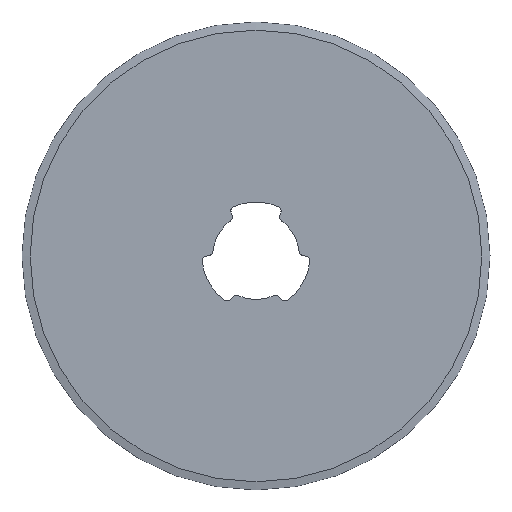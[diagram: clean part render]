
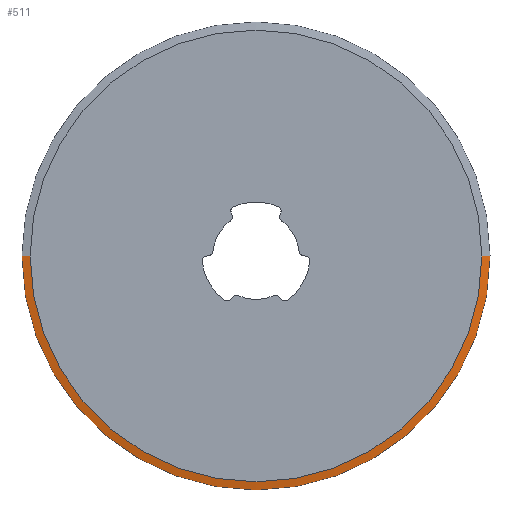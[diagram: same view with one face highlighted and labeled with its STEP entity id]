
A CAD part, top view. The second image highlights one B-rep face of the part: STEP entity #511.
In plain terms, the highlighted conical face has half-angle 79 degrees and reference radius 22.5 mm.
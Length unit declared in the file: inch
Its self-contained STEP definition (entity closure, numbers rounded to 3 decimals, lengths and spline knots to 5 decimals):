
#7 = DIRECTION ( 'NONE',  ( 1., 0., 0. ) ) ;
#15 = FACE_OUTER_BOUND ( 'NONE', #1099, .T. ) ;
#74 = CARTESIAN_POINT ( 'NONE',  ( 0.88583, 0., -0.006 ) ) ;
#175 = VECTOR ( 'NONE', #1120, 39.37008 ) ;
#219 = AXIS2_PLACEMENT_3D ( 'NONE', #406, #1182, #314 ) ;
#237 = DIRECTION ( 'NONE',  ( 0., 0., 1. ) ) ;
#314 = DIRECTION ( 'NONE',  ( -1., 0., 0. ) ) ;
#365 = ORIENTED_EDGE ( 'NONE', *, *, #1227, .F. ) ;
#405 = EDGE_CURVE ( 'NONE', #1037, #1246, #1109, .T. ) ;
#406 = CARTESIAN_POINT ( 'NONE',  ( 0., 0., -0.006 ) ) ;
#433 = DIRECTION ( 'NONE',  ( 1., 0., 0. ) ) ;
#436 = LINE ( 'NONE', #74, #175 ) ;
#452 = VERTEX_POINT ( 'NONE', #1162 ) ;
#457 = ORIENTED_EDGE ( 'NONE', *, *, #405, .F. ) ;
#506 = DIRECTION ( 'NONE',  ( -0.982, 0., -0.191 ) ) ;
#511 = ADVANCED_FACE ( 'NONE', ( #15 ), #912, .T. ) ;
#578 = VECTOR ( 'NONE', #506, 39.37008 ) ;
#583 = VERTEX_POINT ( 'NONE', #1118 ) ;
#591 = AXIS2_PLACEMENT_3D ( 'NONE', #995, #689, #7 ) ;
#603 = CARTESIAN_POINT ( 'NONE',  ( -0.85496, 0., 0. ) ) ;
#646 = CIRCLE ( 'NONE', #727, 0.88583 ) ;
#689 = DIRECTION ( 'NONE',  ( 0., 0., 1. ) ) ;
#720 = LINE ( 'NONE', #1187, #578 ) ;
#727 = AXIS2_PLACEMENT_3D ( 'NONE', #1103, #237, #433 ) ;
#858 = ORIENTED_EDGE ( 'NONE', *, *, #1192, .T. ) ;
#906 = EDGE_CURVE ( 'NONE', #1037, #583, #720, .T. ) ;
#912 = CONICAL_SURFACE ( 'NONE', #219, 0.88583, 1.379 ) ;
#932 = CARTESIAN_POINT ( 'NONE',  ( 0.85496, 0., 0. ) ) ;
#995 = CARTESIAN_POINT ( 'NONE',  ( 0., 0., 0. ) ) ;
#1037 = VERTEX_POINT ( 'NONE', #603 ) ;
#1099 = EDGE_LOOP ( 'NONE', ( #365, #457, #1140, #858 ) ) ;
#1103 = CARTESIAN_POINT ( 'NONE',  ( 0., 0., -0.006 ) ) ;
#1109 = CIRCLE ( 'NONE', #591, 0.85496 ) ;
#1118 = CARTESIAN_POINT ( 'NONE',  ( -0.88583, 0., -0.006 ) ) ;
#1120 = DIRECTION ( 'NONE',  ( 0.982, 0., -0.191 ) ) ;
#1140 = ORIENTED_EDGE ( 'NONE', *, *, #906, .T. ) ;
#1162 = CARTESIAN_POINT ( 'NONE',  ( 0.88583, 0., -0.006 ) ) ;
#1182 = DIRECTION ( 'NONE',  ( 0., 0., -1. ) ) ;
#1187 = CARTESIAN_POINT ( 'NONE',  ( -0.88583, 0., -0.006 ) ) ;
#1192 = EDGE_CURVE ( 'NONE', #583, #452, #646, .T. ) ;
#1227 = EDGE_CURVE ( 'NONE', #1246, #452, #436, .T. ) ;
#1246 = VERTEX_POINT ( 'NONE', #932 ) ;
